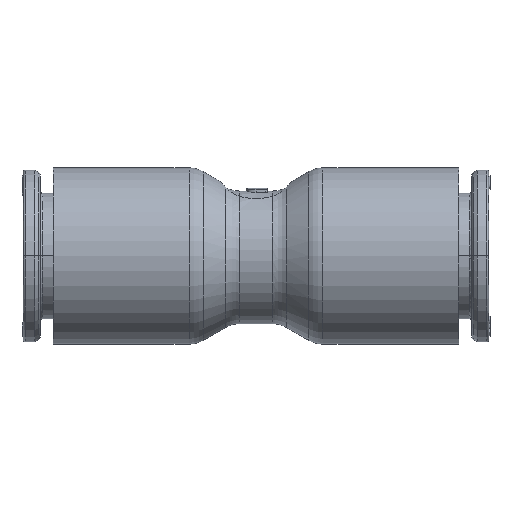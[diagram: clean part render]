
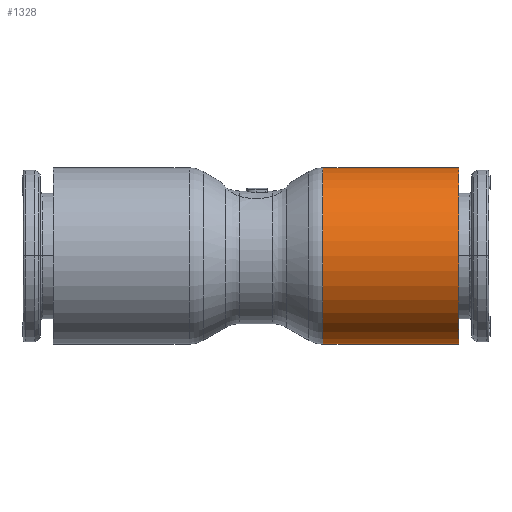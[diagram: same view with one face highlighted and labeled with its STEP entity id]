
A CAD part, top view. The second image highlights one B-rep face of the part: STEP entity #1328.
In plain terms, the highlighted cylindrical face has radius 9.49 mm (diameter 18.98 mm), a partial arc.
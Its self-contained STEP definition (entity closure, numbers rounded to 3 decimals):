
#1328=ADVANCED_FACE('',(#3714),#3715,.T.);
#3714=FACE_OUTER_BOUND('',#13284,.T.);
#3715=CYLINDRICAL_SURFACE('',#13285,9.49);
#13284=EDGE_LOOP('',(#21930,#21931,#21932,#21933));
#13285=AXIS2_PLACEMENT_3D('',#21934,#21935,#21936);
#21930=ORIENTED_EDGE('',*,*,#25840,.T.);
#21931=ORIENTED_EDGE('',*,*,#25841,.F.);
#21932=ORIENTED_EDGE('',*,*,#25842,.F.);
#21933=ORIENTED_EDGE('',*,*,#25843,.T.);
#21934=CARTESIAN_POINT('',(-24.035,0.0,0.0));
#21935=DIRECTION('',(-1.0,-0.0,0.0));
#21936=DIRECTION('',(0.0,-1.0,0.0));
#25840=EDGE_CURVE('',#30721,#30722,#30723,.T.);
#25841=EDGE_CURVE('',#30724,#30722,#30725,.T.);
#25842=EDGE_CURVE('',#30726,#30724,#30727,.T.);
#25843=EDGE_CURVE('',#30726,#30721,#30728,.T.);
#30721=VERTEX_POINT('',#41869);
#30722=VERTEX_POINT('',#41870);
#30723=CIRCLE('',#41871,9.49);
#30724=VERTEX_POINT('',#41872);
#30725=LINE('',#41873,#41874);
#30726=VERTEX_POINT('',#41875);
#30727=CIRCLE('',#41876,9.49);
#30728=LINE('',#41877,#41878);
#41869=CARTESIAN_POINT('',(7.204,9.49,0.0));
#41870=CARTESIAN_POINT('',(7.204,-9.49,0.0));
#41871=AXIS2_PLACEMENT_3D('',#46482,#46483,#46484);
#41872=CARTESIAN_POINT('',(21.85,-9.49,0.0));
#41873=CARTESIAN_POINT('',(21.85,-9.49,0.0));
#41874=VECTOR('',#46485,14.646);
#41875=CARTESIAN_POINT('',(21.85,9.49,0.0));
#41876=AXIS2_PLACEMENT_3D('',#46486,#46487,#46488);
#41877=CARTESIAN_POINT('',(21.85,9.49,0.0));
#41878=VECTOR('',#46489,14.646);
#46482=CARTESIAN_POINT('',(7.204,0.0,0.0));
#46483=DIRECTION('',(1.0,0.0,0.0));
#46484=DIRECTION('',(0.0,1.0,0.0));
#46485=DIRECTION('',(-1.0,0.0,0.0));
#46486=CARTESIAN_POINT('',(21.85,0.0,0.0));
#46487=DIRECTION('',(1.0,0.0,0.0));
#46488=DIRECTION('',(0.0,1.0,0.0));
#46489=DIRECTION('',(-1.0,0.0,0.0));
